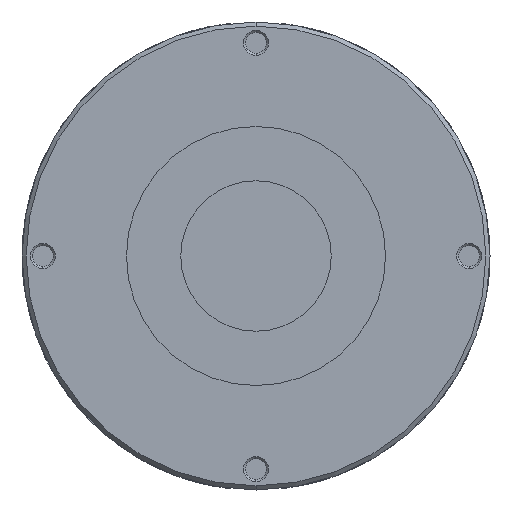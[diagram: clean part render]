
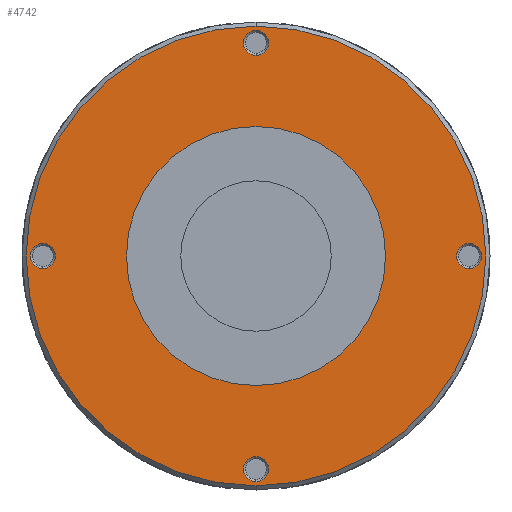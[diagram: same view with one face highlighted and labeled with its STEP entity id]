
A CAD part, front view. The second image highlights one B-rep face of the part: STEP entity #4742.
In plain terms, the highlighted planar face has unit normal (0, -1, 0).
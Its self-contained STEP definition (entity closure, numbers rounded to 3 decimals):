
#1199 = AXIS2_PLACEMENT_3D ( 'NONE', #4703, #71116, #37162 ) ;
#1942 = DIRECTION ( 'NONE',  ( 0., 0., 1. ) ) ;
#2979 = VERTEX_POINT ( 'NONE', #46782 ) ;
#4703 = CARTESIAN_POINT ( 'NONE',  ( 0., 0., -51. ) ) ;
#4742 = ADVANCED_FACE ( 'NONE', ( #11028, #10503, #35492, #25431, #42927, #75346 ), #74819, .F. ) ;
#5843 = EDGE_CURVE ( 'NONE', #96148, #19882, #33249, .T. ) ;
#6480 = CARTESIAN_POINT ( 'NONE',  ( 0., 0., -31. ) ) ;
#7584 = ORIENTED_EDGE ( 'NONE', *, *, #53737, .T. ) ;
#7805 = CARTESIAN_POINT ( 'NONE',  ( 0., 0., 51. ) ) ;
#8042 = CARTESIAN_POINT ( 'NONE',  ( 0., 0., 0. ) ) ;
#8046 = ORIENTED_EDGE ( 'NONE', *, *, #21003, .T. ) ;
#8570 = DIRECTION ( 'NONE',  ( 0., 0., 1. ) ) ;
#8983 = EDGE_CURVE ( 'NONE', #53438, #53781, #41968, .T. ) ;
#9474 = CIRCLE ( 'NONE', #68875, 3. ) ;
#9618 = ORIENTED_EDGE ( 'NONE', *, *, #79480, .T. ) ;
#9785 = CARTESIAN_POINT ( 'NONE',  ( -51., 0., 0. ) ) ;
#10040 = DIRECTION ( 'NONE',  ( 0., 1., 0. ) ) ;
#10133 = EDGE_LOOP ( 'NONE', ( #78334, #61159 ) ) ;
#10503 = FACE_BOUND ( 'NONE', #18712, .T. ) ;
#10729 = DIRECTION ( 'NONE',  ( 0., 0., 1. ) ) ;
#11028 = FACE_OUTER_BOUND ( 'NONE', #10133, .T. ) ;
#11453 = ORIENTED_EDGE ( 'NONE', *, *, #5843, .T. ) ;
#11797 = EDGE_CURVE ( 'NONE', #50945, #73672, #33603, .T. ) ;
#16593 = ORIENTED_EDGE ( 'NONE', *, *, #101964, .T. ) ;
#17310 = CIRCLE ( 'NONE', #90275, 3. ) ;
#18289 = EDGE_LOOP ( 'NONE', ( #21539, #104587 ) ) ;
#18446 = AXIS2_PLACEMENT_3D ( 'NONE', #33350, #25892, #1942 ) ;
#18712 = EDGE_LOOP ( 'NONE', ( #39246, #7584 ) ) ;
#19393 = CARTESIAN_POINT ( 'NONE',  ( 0., 0., 0. ) ) ;
#19882 = VERTEX_POINT ( 'NONE', #6480 ) ;
#19989 = CARTESIAN_POINT ( 'NONE',  ( -51., 0., 3. ) ) ;
#20712 = AXIS2_PLACEMENT_3D ( 'NONE', #7805, #57204, #41290 ) ;
#21003 = EDGE_CURVE ( 'NONE', #92727, #2979, #49499, .T. ) ;
#21539 = ORIENTED_EDGE ( 'NONE', *, *, #86005, .T. ) ;
#22112 = CARTESIAN_POINT ( 'NONE',  ( 0., 0., 0. ) ) ;
#25431 = FACE_BOUND ( 'NONE', #43494, .T. ) ;
#25892 = DIRECTION ( 'NONE',  ( 0., 1., 0. ) ) ;
#27365 = VERTEX_POINT ( 'NONE', #35546 ) ;
#33249 = CIRCLE ( 'NONE', #45150, 31. ) ;
#33350 = CARTESIAN_POINT ( 'NONE',  ( -51., 0., 0. ) ) ;
#33411 = DIRECTION ( 'NONE',  ( 0., 1., 0. ) ) ;
#33603 = CIRCLE ( 'NONE', #74306, 3. ) ;
#35492 = FACE_BOUND ( 'NONE', #45996, .T. ) ;
#35546 = CARTESIAN_POINT ( 'NONE',  ( 0., 0., -55. ) ) ;
#36483 = CARTESIAN_POINT ( 'NONE',  ( 0., 0., 54. ) ) ;
#37153 = VERTEX_POINT ( 'NONE', #19989 ) ;
#37162 = DIRECTION ( 'NONE',  ( 0., 0., 1. ) ) ;
#39246 = ORIENTED_EDGE ( 'NONE', *, *, #8983, .T. ) ;
#40310 = CARTESIAN_POINT ( 'NONE',  ( 0., 0., 55. ) ) ;
#41290 = DIRECTION ( 'NONE',  ( 0., 0., 1. ) ) ;
#41651 = CARTESIAN_POINT ( 'NONE',  ( 0., 0., -48. ) ) ;
#41968 = CIRCLE ( 'NONE', #1199, 3. ) ;
#42927 = FACE_BOUND ( 'NONE', #18289, .T. ) ;
#43494 = EDGE_LOOP ( 'NONE', ( #82193, #8046 ) ) ;
#43812 = DIRECTION ( 'NONE',  ( 0., 0., 1. ) ) ;
#44086 = CARTESIAN_POINT ( 'NONE',  ( 0., 0., 0. ) ) ;
#44279 = DIRECTION ( 'NONE',  ( 0., 1., 0. ) ) ;
#44323 = EDGE_CURVE ( 'NONE', #2979, #92727, #17310, .T. ) ;
#44554 = CIRCLE ( 'NONE', #87034, 3. ) ;
#44613 = DIRECTION ( 'NONE',  ( 0., -1., 0. ) ) ;
#44737 = DIRECTION ( 'NONE',  ( 0., 1., 0. ) ) ;
#45150 = AXIS2_PLACEMENT_3D ( 'NONE', #8042, #98375, #8570 ) ;
#45996 = EDGE_LOOP ( 'NONE', ( #16593, #103351 ) ) ;
#46782 = CARTESIAN_POINT ( 'NONE',  ( 0., 0., 48. ) ) ;
#49499 = CIRCLE ( 'NONE', #20712, 3. ) ;
#50945 = VERTEX_POINT ( 'NONE', #98232 ) ;
#53438 = VERTEX_POINT ( 'NONE', #74691 ) ;
#53737 = EDGE_CURVE ( 'NONE', #53781, #53438, #9474, .T. ) ;
#53781 = VERTEX_POINT ( 'NONE', #41651 ) ;
#53807 = CARTESIAN_POINT ( 'NONE',  ( 51., 0., 0. ) ) ;
#55531 = DIRECTION ( 'NONE',  ( 0., 1., 0. ) ) ;
#56008 = DIRECTION ( 'NONE',  ( 0., 0., 1. ) ) ;
#56580 = DIRECTION ( 'NONE',  ( 0., 0., 1. ) ) ;
#57053 = CIRCLE ( 'NONE', #63880, 55. ) ;
#57204 = DIRECTION ( 'NONE',  ( 0., 1., 0. ) ) ;
#58396 = CARTESIAN_POINT ( 'NONE',  ( 51., 0., 0. ) ) ;
#58698 = CARTESIAN_POINT ( 'NONE',  ( 0., 0., 31. ) ) ;
#59582 = EDGE_CURVE ( 'NONE', #83109, #27365, #81394, .T. ) ;
#60824 = CIRCLE ( 'NONE', #18446, 3. ) ;
#61159 = ORIENTED_EDGE ( 'NONE', *, *, #83079, .T. ) ;
#63074 = VERTEX_POINT ( 'NONE', #90922 ) ;
#63880 = AXIS2_PLACEMENT_3D ( 'NONE', #44086, #44613, #77011 ) ;
#64752 = CARTESIAN_POINT ( 'NONE',  ( 51., 0., -3. ) ) ;
#66089 = AXIS2_PLACEMENT_3D ( 'NONE', #19393, #91119, #43812 ) ;
#67071 = CARTESIAN_POINT ( 'NONE',  ( 0., 0., 51. ) ) ;
#68747 = CIRCLE ( 'NONE', #72079, 31. ) ;
#68875 = AXIS2_PLACEMENT_3D ( 'NONE', #71959, #104367, #56008 ) ;
#69040 = AXIS2_PLACEMENT_3D ( 'NONE', #100307, #33411, #98750 ) ;
#71116 = DIRECTION ( 'NONE',  ( 0., 1., 0. ) ) ;
#71959 = CARTESIAN_POINT ( 'NONE',  ( 0., 0., -51. ) ) ;
#72079 = AXIS2_PLACEMENT_3D ( 'NONE', #22112, #55531, #78416 ) ;
#73672 = VERTEX_POINT ( 'NONE', #64752 ) ;
#74306 = AXIS2_PLACEMENT_3D ( 'NONE', #53807, #44279, #93146 ) ;
#74691 = CARTESIAN_POINT ( 'NONE',  ( 0., 0., -54. ) ) ;
#74819 = PLANE ( 'NONE',  #69040 ) ;
#74875 = DIRECTION ( 'NONE',  ( 0., 0., 1. ) ) ;
#75346 = FACE_BOUND ( 'NONE', #79957, .T. ) ;
#77011 = DIRECTION ( 'NONE',  ( 0., 0., 1. ) ) ;
#78334 = ORIENTED_EDGE ( 'NONE', *, *, #59582, .T. ) ;
#78416 = DIRECTION ( 'NONE',  ( 0., 0., 1. ) ) ;
#79480 = EDGE_CURVE ( 'NONE', #19882, #96148, #68747, .T. ) ;
#79957 = EDGE_LOOP ( 'NONE', ( #11453, #9618 ) ) ;
#81394 = CIRCLE ( 'NONE', #66089, 55. ) ;
#81538 = DIRECTION ( 'NONE',  ( 0., 1., 0. ) ) ;
#82193 = ORIENTED_EDGE ( 'NONE', *, *, #44323, .T. ) ;
#83079 = EDGE_CURVE ( 'NONE', #27365, #83109, #57053, .T. ) ;
#83109 = VERTEX_POINT ( 'NONE', #40310 ) ;
#86005 = EDGE_CURVE ( 'NONE', #63074, #37153, #103024, .T. ) ;
#87034 = AXIS2_PLACEMENT_3D ( 'NONE', #58396, #10040, #74875 ) ;
#90275 = AXIS2_PLACEMENT_3D ( 'NONE', #67071, #44737, #10729 ) ;
#90922 = CARTESIAN_POINT ( 'NONE',  ( -51., 0., -3. ) ) ;
#91119 = DIRECTION ( 'NONE',  ( 0., -1., 0. ) ) ;
#92599 = EDGE_CURVE ( 'NONE', #37153, #63074, #60824, .T. ) ;
#92727 = VERTEX_POINT ( 'NONE', #36483 ) ;
#93146 = DIRECTION ( 'NONE',  ( 0., 0., 1. ) ) ;
#96148 = VERTEX_POINT ( 'NONE', #58698 ) ;
#98232 = CARTESIAN_POINT ( 'NONE',  ( 51., 0., 3. ) ) ;
#98375 = DIRECTION ( 'NONE',  ( 0., 1., 0. ) ) ;
#98750 = DIRECTION ( 'NONE',  ( 1., 0., 0. ) ) ;
#100307 = CARTESIAN_POINT ( 'NONE',  ( 0., 0., 0. ) ) ;
#101344 = AXIS2_PLACEMENT_3D ( 'NONE', #9785, #81538, #56580 ) ;
#101964 = EDGE_CURVE ( 'NONE', #73672, #50945, #44554, .T. ) ;
#103024 = CIRCLE ( 'NONE', #101344, 3. ) ;
#103351 = ORIENTED_EDGE ( 'NONE', *, *, #11797, .T. ) ;
#104367 = DIRECTION ( 'NONE',  ( 0., 1., 0. ) ) ;
#104587 = ORIENTED_EDGE ( 'NONE', *, *, #92599, .T. ) ;
